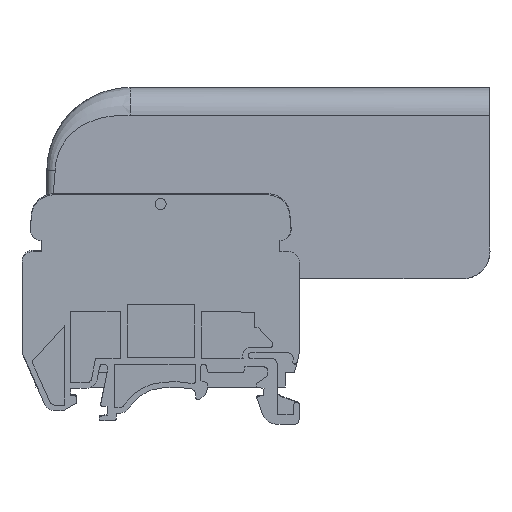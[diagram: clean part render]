
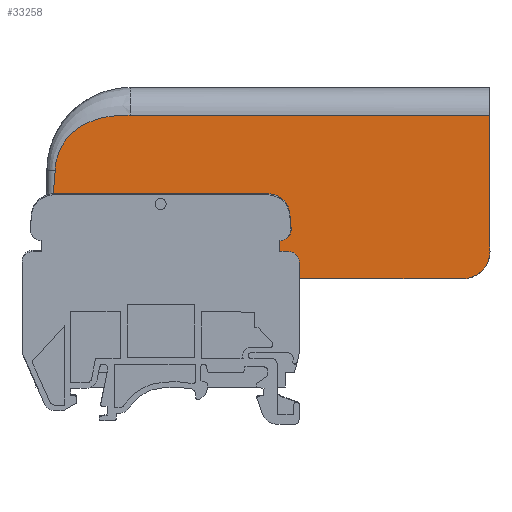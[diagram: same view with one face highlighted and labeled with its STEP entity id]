
A CAD part, left-side view. The second image highlights one B-rep face of the part: STEP entity #33258.
In plain terms, the highlighted planar face has unit normal (-1, 0, 0.004).
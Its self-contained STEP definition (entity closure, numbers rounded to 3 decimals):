
#154=(
BOUNDED_CURVE()
B_SPLINE_CURVE(3,(#45130,#45131,#45132,#45133,#45134,#45135,#45136),
 .UNSPECIFIED.,.F.,.F.)
B_SPLINE_CURVE_WITH_KNOTS((4,3,4),(-0.21,-0.08,-0.015),
 .PIECEWISE_BEZIER_KNOTS.)
CURVE()
GEOMETRIC_REPRESENTATION_ITEM()
RATIONAL_B_SPLINE_CURVE((1.,1.,1.,1.,1.,1.,1.))
REPRESENTATION_ITEM('')
);
#159=(
BOUNDED_CURVE()
B_SPLINE_CURVE(3,(#46350,#46351,#46352,#46353),.UNSPECIFIED.,.F.,.F.)
B_SPLINE_CURVE_WITH_KNOTS((4,4),(0.,0.019),
 .PIECEWISE_BEZIER_KNOTS.)
CURVE()
GEOMETRIC_REPRESENTATION_ITEM()
RATIONAL_B_SPLINE_CURVE((1.,1.,1.,1.))
REPRESENTATION_ITEM('')
);
#198=ELLIPSE('',#34959,5.,5.);
#240=B_SPLINE_CURVE_WITH_KNOTS('',3,(#45074,#45075,#45076,#45077,#45078,
#45079,#45080,#45081,#45082,#45083,#45084,#45085,#45086,#45087,#45088,#45089,
#45090,#45091,#45092,#45093,#45094,#45095,#45096,#45097,#45098,#45099,#45100,
#45101,#45102),.UNSPECIFIED.,.F.,.F.,(4,1,1,1,1,1,1,1,1,1,1,1,1,1,1,1,1,
1,1,1,1,1,1,1,1,1,4),(0.,0.063,0.094,0.109,0.125,0.141,0.156,
0.188,0.219,0.234,0.25,0.266,0.281,0.313,0.375,0.438,0.469,
0.5,0.531,0.563,0.625,0.688,0.75,0.813,0.875,0.938,1.),
 .UNSPECIFIED.);
#1189=LINE('',#46279,#3724);
#1223=LINE('',#46416,#3758);
#1224=LINE('',#46418,#3759);
#1225=LINE('',#46420,#3760);
#1226=LINE('',#46422,#3761);
#3724=VECTOR('',#38444,1000.);
#3758=VECTOR('',#38536,1000.);
#3759=VECTOR('',#38537,1000.);
#3760=VECTOR('',#38538,1000.);
#3761=VECTOR('',#38539,1000.);
#7806=ORIENTED_EDGE('',*,*,#14301,.F.);
#7807=ORIENTED_EDGE('',*,*,#14298,.T.);
#7808=ORIENTED_EDGE('',*,*,#14251,.F.);
#7809=ORIENTED_EDGE('',*,*,#13886,.T.);
#7810=ORIENTED_EDGE('',*,*,#13884,.T.);
#7811=ORIENTED_EDGE('',*,*,#14266,.T.);
#7812=ORIENTED_EDGE('',*,*,#14302,.F.);
#7813=ORIENTED_EDGE('',*,*,#14303,.F.);
#7814=ORIENTED_EDGE('',*,*,#14304,.F.);
#13884=EDGE_CURVE('',#17297,#17299,#240,.T.);
#13886=EDGE_CURVE('',#17300,#17297,#154,.T.);
#14251=EDGE_CURVE('',#17300,#17542,#1189,.T.);
#14266=EDGE_CURVE('',#17299,#17551,#159,.F.);
#14298=EDGE_CURVE('',#17565,#17542,#198,.T.);
#14301=EDGE_CURVE('',#17565,#17567,#1223,.F.);
#14302=EDGE_CURVE('',#17568,#17551,#1224,.F.);
#14303=EDGE_CURVE('',#17569,#17568,#1225,.F.);
#14304=EDGE_CURVE('',#17567,#17569,#1226,.F.);
#17297=VERTEX_POINT('',#45021);
#17299=VERTEX_POINT('',#45073);
#17300=VERTEX_POINT('',#45129);
#17542=VERTEX_POINT('',#46280);
#17551=VERTEX_POINT('',#46349);
#17565=VERTEX_POINT('',#46411);
#17567=VERTEX_POINT('',#46417);
#17568=VERTEX_POINT('',#46419);
#17569=VERTEX_POINT('',#46421);
#20251=EDGE_LOOP('',(#7806,#7807,#7808,#7809,#7810,#7811,#7812,#7813,#7814));
#21694=FACE_BOUND('',#20251,.T.);
#22999=PLANE('',#34961);
#33258=ADVANCED_FACE('',(#21694),#22999,.T.);
#34959=AXIS2_PLACEMENT_3D('',#46410,#38529,#38530);
#34961=AXIS2_PLACEMENT_3D('',#46415,#38534,#38535);
#38444=DIRECTION('',(-0.004,-0.004,-1.));
#38529=DIRECTION('',(-1.,0.,0.004));
#38530=DIRECTION('',(-0.004,0.,-1.));
#38534=DIRECTION('',(-1.,0.,0.004));
#38535=DIRECTION('',(-0.004,0.,-1.));
#38536=DIRECTION('',(0.,-1.,0.));
#38537=DIRECTION('',(0.,-1.,0.));
#38538=DIRECTION('',(0.,-1.,0.));
#38539=DIRECTION('',(0.,-1.,0.));
#45021=CARTESIAN_POINT('',(-16.871,5.515,30.622));
#45073=CARTESIAN_POINT('',(-16.915,19.015,20.665));
#45074=CARTESIAN_POINT('',(-16.871,5.515,30.622));
#45075=CARTESIAN_POINT('',(-16.871,5.895,30.622));
#45076=CARTESIAN_POINT('',(-16.871,6.429,30.616));
#45077=CARTESIAN_POINT('',(-16.871,6.979,30.6));
#45078=CARTESIAN_POINT('',(-16.871,7.285,30.587));
#45079=CARTESIAN_POINT('',(-16.871,7.475,30.578));
#45080=CARTESIAN_POINT('',(-16.871,7.773,30.561));
#45081=CARTESIAN_POINT('',(-16.872,8.124,30.536));
#45082=CARTESIAN_POINT('',(-16.872,8.565,30.496));
#45083=CARTESIAN_POINT('',(-16.872,8.979,30.448));
#45084=CARTESIAN_POINT('',(-16.872,9.312,30.402));
#45085=CARTESIAN_POINT('',(-16.872,9.529,30.369));
#45086=CARTESIAN_POINT('',(-16.873,9.846,30.315));
#45087=CARTESIAN_POINT('',(-16.873,10.228,30.242));
#45088=CARTESIAN_POINT('',(-16.873,10.899,30.094));
#45089=CARTESIAN_POINT('',(-16.875,11.811,29.83));
#45090=CARTESIAN_POINT('',(-16.876,12.671,29.5));
#45091=CARTESIAN_POINT('',(-16.877,13.339,29.188));
#45092=CARTESIAN_POINT('',(-16.878,13.792,28.951));
#45093=CARTESIAN_POINT('',(-16.88,14.353,28.622));
#45094=CARTESIAN_POINT('',(-16.882,15.026,28.169));
#45095=CARTESIAN_POINT('',(-16.885,15.805,27.552));
#45096=CARTESIAN_POINT('',(-16.889,16.73,26.616));
#45097=CARTESIAN_POINT('',(-16.893,17.48,25.632));
#45098=CARTESIAN_POINT('',(-16.898,18.151,24.466));
#45099=CARTESIAN_POINT('',(-16.903,18.624,23.282));
#45100=CARTESIAN_POINT('',(-16.909,18.944,21.966));
#45101=CARTESIAN_POINT('',(-16.913,19.013,21.102));
#45102=CARTESIAN_POINT('',(-16.915,19.015,20.665));
#45129=CARTESIAN_POINT('',(-16.871,-59.271,30.622));
#45130=CARTESIAN_POINT('',(-16.871,-189.23,30.622));
#45131=CARTESIAN_POINT('',(-16.871,-145.953,30.622));
#45132=CARTESIAN_POINT('',(-16.871,-102.677,30.622));
#45133=CARTESIAN_POINT('',(-16.871,-59.4,30.622));
#45134=CARTESIAN_POINT('',(-16.871,-37.762,30.622));
#45135=CARTESIAN_POINT('',(-16.871,-16.123,30.622));
#45136=CARTESIAN_POINT('',(-16.871,5.515,30.622));
#46279=CARTESIAN_POINT('',(-16.999,-59.399,1.244));
#46280=CARTESIAN_POINT('',(-16.978,-59.378,6.122));
#46349=CARTESIAN_POINT('',(-17.,20.6,1.1));
#46350=CARTESIAN_POINT('',(-17.,20.6,1.1));
#46351=CARTESIAN_POINT('',(-16.972,19.822,7.621));
#46352=CARTESIAN_POINT('',(-16.943,19.043,14.141));
#46353=CARTESIAN_POINT('',(-16.915,19.015,20.665));
#46410=CARTESIAN_POINT('',(-16.978,-54.378,6.1));
#46411=CARTESIAN_POINT('',(-17.,-54.378,1.1));
#46415=CARTESIAN_POINT('',(-17.,19.1,1.1));
#46416=CARTESIAN_POINT('',(-17.,19.1,1.1));
#46417=CARTESIAN_POINT('',(-17.,-22.5,1.1));
#46418=CARTESIAN_POINT('',(-17.,19.1,1.1));
#46419=CARTESIAN_POINT('',(-17.,17.5,1.1));
#46420=CARTESIAN_POINT('',(-17.,19.1,1.1));
#46421=CARTESIAN_POINT('',(-17.,-17.5,1.1));
#46422=CARTESIAN_POINT('',(-17.,19.1,1.1));
